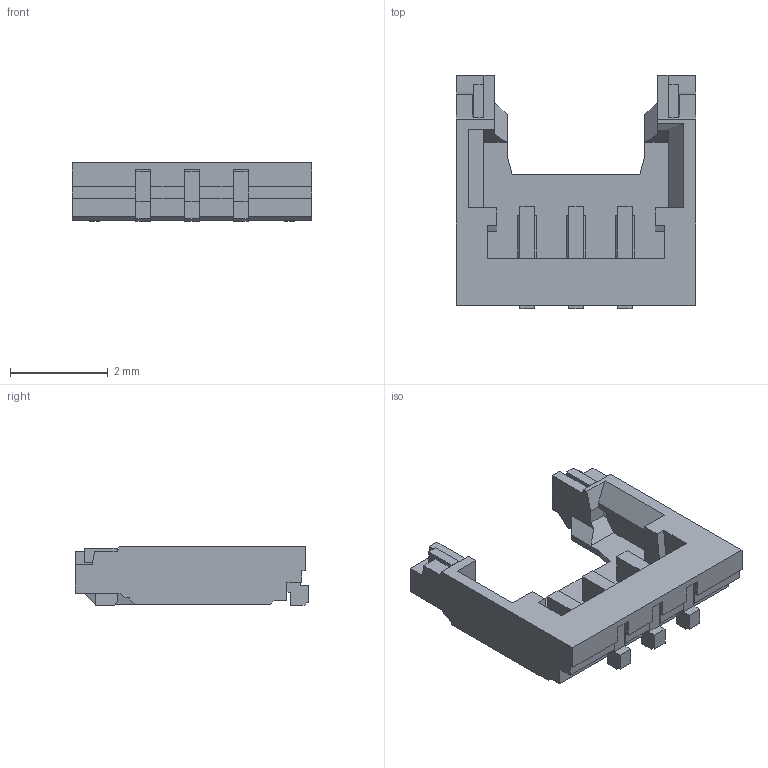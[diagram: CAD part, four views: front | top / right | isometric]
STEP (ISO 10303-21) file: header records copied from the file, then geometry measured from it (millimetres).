
FILE_DESCRIPTION((''),'2;1');
FILE_NAME('2121340003','2021-02-18T',('gga'),(''),'PRO/ENGINEER BY PARAMETRIC TECHNOLOGY CORPORATION, 2016010','PRO/ENGINEER BY PARAMETRIC TECHNOLOGY CORPORATION, 2016010','');
FILE_SCHEMA(('CONFIG_CONTROL_DESIGN'));
Length unit declared in the file: millimetre
Products named in the file (1): 2121340003
Bounding box: 4.9 x 4.79 x 1.2 mm (x, y, z)
Volume: 11.1 mm3; surface area: 79.9 mm2
Topology: 1 solids, 1 shells, 207 faces, 635 edges, 426 vertices
Faces by surface type: plane 199, cylinder 8
Entity records: 6982 total; most frequent: CARTESIAN_POINT 1260, ORIENTED_EDGE 1230, DIRECTION 1063, VECTOR 619, LINE 619, EDGE_CURVE 615, VERTEX_POINT 406, AXIS2_PLACEMENT_3D 222
